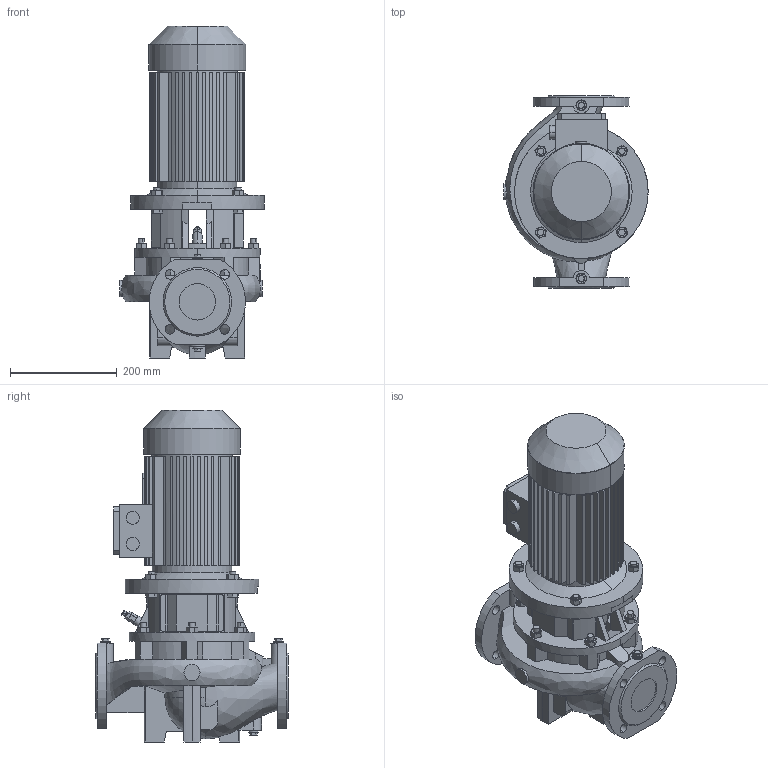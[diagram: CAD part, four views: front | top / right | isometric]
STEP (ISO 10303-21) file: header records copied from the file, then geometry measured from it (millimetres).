
FILE_DESCRIPTION (( 'STEP AP203' ), '1' );
FILE_NAME ('枅-313-000-313-011-01-11.step', '2025-02-11T17:06:36', ( 'adb' ), ( '' ), 'SwSTEP 2.0', 'SolidWorks 2016', '' );
FILE_SCHEMA (( 'CONFIG_CONTROL_DESIGN' ));
Length unit declared in the file: millimetre
Products named in the file (1): 枅-313-000-313-011-01-11
Bounding box: 270 x 360 x 621 mm (x, y, z)
Volume: 14659817.5 mm3; surface area: 1261065.4 mm2
Topology: 8 solids, 20 shells, 930 faces, 2416 edges, 1584 vertices
Faces by surface type: plane 495, cylinder 326, cone 96, bspline 10, sphere 3
Entity records: 34178 total; most frequent: CARTESIAN_POINT 11059, ORIENTED_EDGE 4828, DIRECTION 4787, EDGE_CURVE 2414, AXIS2_PLACEMENT_3D 1766, VERTEX_POINT 1584, LINE 1255, VECTOR 1255
